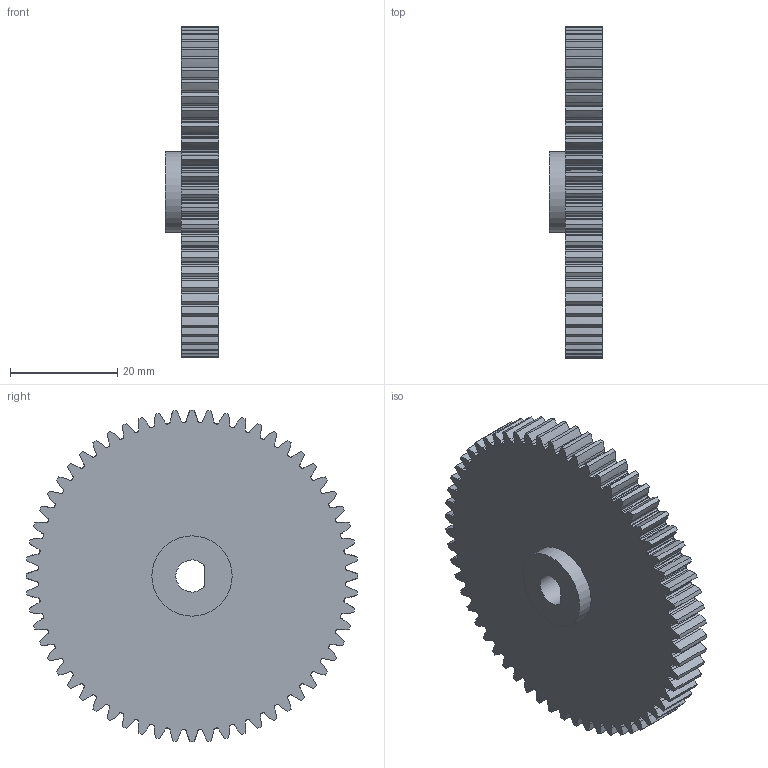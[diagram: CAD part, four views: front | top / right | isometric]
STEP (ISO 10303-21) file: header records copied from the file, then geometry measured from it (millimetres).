
FILE_DESCRIPTION(('FreeCAD Model'),'2;1');
FILE_NAME('Open CASCADE Shape Model','2023-09-24T10:14:33',(''),(''), 'Open CASCADE STEP processor 7.6','FreeCAD','Unknown');
FILE_SCHEMA(('AUTOMOTIVE_DESIGN { 1 0 10303 214 1 1 1 1 }'));
Length unit declared in the file: millimetre
Products named in the file (1): Gear 60M1
Bounding box: 10 x 62 x 62 mm (x, y, z)
Volume: 19967.1 mm3; surface area: 8495.7 mm2
Topology: 1 solids, 1 shells, 488 faces, 1455 edges, 970 vertices
Faces by surface type: cylinder 242, extrusion 240, plane 6
Full cylindrical faces by diameter (mm): 15 x1
Entity records: 37646 total; most frequent: CARTESIAN_POINT 11140, DIRECTION 4143, ORIENTED_EDGE 2910, PCURVE 2910, DEFINITIONAL_REPRESENTATION 2910, VECTOR 2433, LINE 2193, EDGE_CURVE 1455
